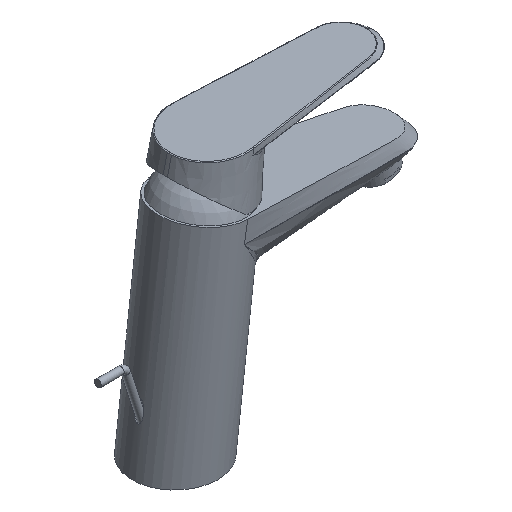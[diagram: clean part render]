
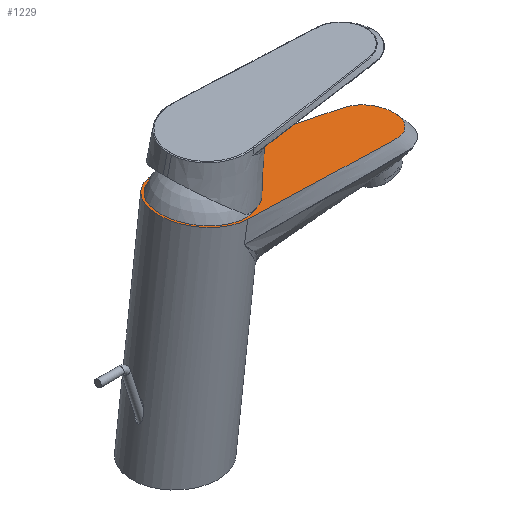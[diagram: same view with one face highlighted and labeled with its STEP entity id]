
A CAD part, isometric view. The second image highlights one B-rep face of the part: STEP entity #1229.
In plain terms, the highlighted planar face has unit normal (0.122, 0, 0.993).
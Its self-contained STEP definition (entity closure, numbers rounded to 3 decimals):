
#90=B_SPLINE_CURVE_WITH_KNOTS('',3,(#1905,#1906,#1907,#1908,#1909,#1910,
#1911,#1912,#1913,#1914,#1915,#1916,#1917,#1918,#1919,#1920,#1921,#1922,
#1923,#1924,#1925,#1926,#1927,#1928,#1929,#1930,#1931,#1932,#1933,#1934,
#1935,#1936,#1937,#1938,#1939,#1940,#1941),.UNSPECIFIED.,.F.,.F.,(4,1,1,
1,1,1,1,1,1,1,1,1,1,1,1,1,1,1,1,1,1,1,1,1,1,1,1,1,1,1,1,1,1,1,4),(0.,0.015,
0.03,0.045,0.06,0.068,
0.075,0.083,0.09,0.094,
0.098,0.105,0.107,0.109,
0.113,0.117,0.12,0.124,
0.126,0.128,0.132,0.134,
0.136,0.139,0.143,0.147,
0.151,0.158,0.166,0.173,
0.181,0.196,0.211,0.226,
0.241),.UNSPECIFIED.);
#284=PLANE('',#1405);
#361=ORIENTED_EDGE('',*,*,#672,.T.);
#362=ORIENTED_EDGE('',*,*,#677,.F.);
#672=EDGE_CURVE('',#863,#866,#992,.T.);
#677=EDGE_CURVE('',#863,#866,#90,.T.);
#863=VERTEX_POINT('',#1837);
#866=VERTEX_POINT('',#1868);
#992=CIRCLE('',#1398,25.);
#1052=EDGE_LOOP('',(#361,#362));
#1147=FACE_BOUND('',#1052,.T.);
#1229=ADVANCED_FACE('',(#1147),#284,.T.);
#1398=AXIS2_PLACEMENT_3D('',#1869,#1553,#1554);
#1405=AXIS2_PLACEMENT_3D('',#1904,#1567,#1568);
#1553=DIRECTION('',(0.122,0.,0.993));
#1554=DIRECTION('',(0.993,0.,-0.122));
#1567=DIRECTION('',(0.122,0.,0.993));
#1568=DIRECTION('',(0.,1.,0.));
#1837=CARTESIAN_POINT('',(17.484,24.885,122.775));
#1868=CARTESIAN_POINT('',(17.461,-24.888,122.778));
#1869=CARTESIAN_POINT('',(15.111,0.,123.067));
#1904=CARTESIAN_POINT('',(127.695,-25.,109.243));
#1905=CARTESIAN_POINT('',(17.484,24.885,122.775));
#1906=CARTESIAN_POINT('',(22.444,24.41,122.166));
#1907=CARTESIAN_POINT('',(32.364,23.459,120.948));
#1908=CARTESIAN_POINT('',(47.245,22.033,119.121));
#1909=CARTESIAN_POINT('',(62.126,20.607,117.294));
#1910=CARTESIAN_POINT('',(74.527,19.418,115.771));
#1911=CARTESIAN_POINT('',(84.447,18.468,114.553));
#1912=CARTESIAN_POINT('',(91.887,17.754,113.64));
#1913=CARTESIAN_POINT('',(99.328,17.044,112.726));
#1914=CARTESIAN_POINT('',(105.528,16.439,111.965));
#1915=CARTESIAN_POINT('',(110.489,15.985,111.356));
#1916=CARTESIAN_POINT('',(115.434,15.324,110.749));
#1917=CARTESIAN_POINT('',(119.657,14.036,110.23));
#1918=CARTESIAN_POINT('',(122.625,11.671,109.866));
#1919=CARTESIAN_POINT('',(124.341,9.877,109.655));
#1920=CARTESIAN_POINT('',(126.11,7.253,109.438));
#1921=CARTESIAN_POINT('',(127.408,3.7,109.278));
#1922=CARTESIAN_POINT('',(127.845,-0.045,109.225));
#1923=CARTESIAN_POINT('',(127.457,-3.195,109.272));
#1924=CARTESIAN_POINT('',(126.724,-5.572,109.362));
#1925=CARTESIAN_POINT('',(125.695,-7.887,109.489));
#1926=CARTESIAN_POINT('',(124.296,-9.94,109.661));
#1927=CARTESIAN_POINT('',(122.534,-11.752,109.877));
#1928=CARTESIAN_POINT('',(120.596,-13.276,110.115));
#1929=CARTESIAN_POINT('',(117.733,-14.617,110.466));
#1930=CARTESIAN_POINT('',(114.129,-15.502,110.909));
#1931=CARTESIAN_POINT('',(110.419,-15.992,111.364));
#1932=CARTESIAN_POINT('',(105.461,-16.446,111.973));
#1933=CARTESIAN_POINT('',(99.264,-17.05,112.734));
#1934=CARTESIAN_POINT('',(91.827,-17.76,113.647));
#1935=CARTESIAN_POINT('',(84.39,-18.473,114.56));
#1936=CARTESIAN_POINT('',(74.475,-19.423,115.778));
#1937=CARTESIAN_POINT('',(62.08,-20.611,117.3));
#1938=CARTESIAN_POINT('',(47.207,-22.037,119.126));
#1939=CARTESIAN_POINT('',(32.334,-23.462,120.952));
#1940=CARTESIAN_POINT('',(22.418,-24.413,122.17));
#1941=CARTESIAN_POINT('',(17.461,-24.888,122.778));
